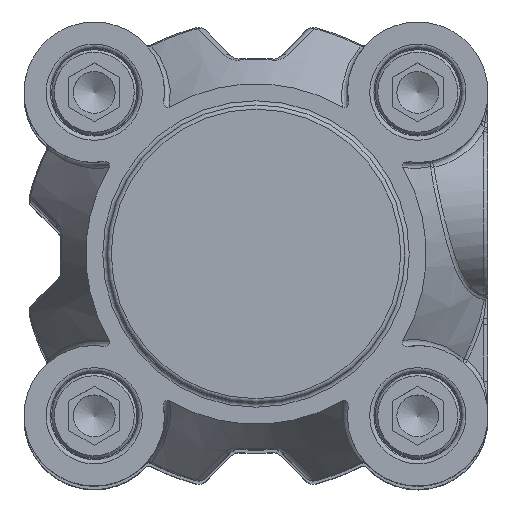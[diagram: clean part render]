
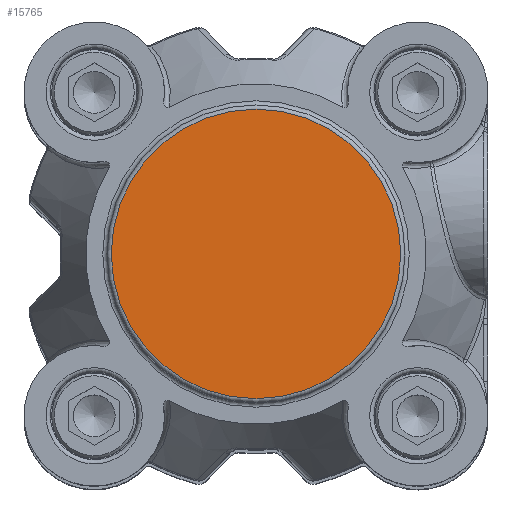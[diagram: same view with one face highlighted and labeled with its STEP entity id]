
A CAD part, top view. The second image highlights one B-rep face of the part: STEP entity #15765.
In plain terms, the highlighted planar face has unit normal (0, 0, 1).
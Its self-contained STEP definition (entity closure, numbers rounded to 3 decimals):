
#3577=CIRCLE('',#16908,17.);
#3578=CIRCLE('',#16909,17.);
#4459=PLANE('',#16911);
#4829=FACE_OUTER_BOUND('',#5741,.T.);
#5741=EDGE_LOOP('',(#10909,#10910));
#7052=VERTEX_POINT('',#23150);
#7053=VERTEX_POINT('',#23152);
#8576=EDGE_CURVE('',#7052,#7053,#3577,.T.);
#8577=EDGE_CURVE('',#7053,#7052,#3578,.T.);
#10909=ORIENTED_EDGE('',*,*,#8577,.F.);
#10910=ORIENTED_EDGE('',*,*,#8576,.F.);
#15765=ADVANCED_FACE('',(#4829),#4459,.F.);
#16908=AXIS2_PLACEMENT_3D('',#23153,#18622,#18623);
#16909=AXIS2_PLACEMENT_3D('',#23154,#18624,#18625);
#16911=AXIS2_PLACEMENT_3D('',#23156,#18628,#18629);
#18622=DIRECTION('center_axis',(0.,0.,-1.));
#18623=DIRECTION('ref_axis',(1.,0.,0.));
#18624=DIRECTION('center_axis',(0.,0.,-1.));
#18625=DIRECTION('ref_axis',(1.,0.,0.));
#18628=DIRECTION('center_axis',(0.,0.,-1.));
#18629=DIRECTION('ref_axis',(0.,1.,0.));
#23150=CARTESIAN_POINT('',(17.,0.,41.));
#23152=CARTESIAN_POINT('',(-17.,0.,41.));
#23153=CARTESIAN_POINT('Origin',(0.,0.,41.));
#23154=CARTESIAN_POINT('Origin',(0.,0.,41.));
#23156=CARTESIAN_POINT('Origin',(0.,-28.307,41.));
